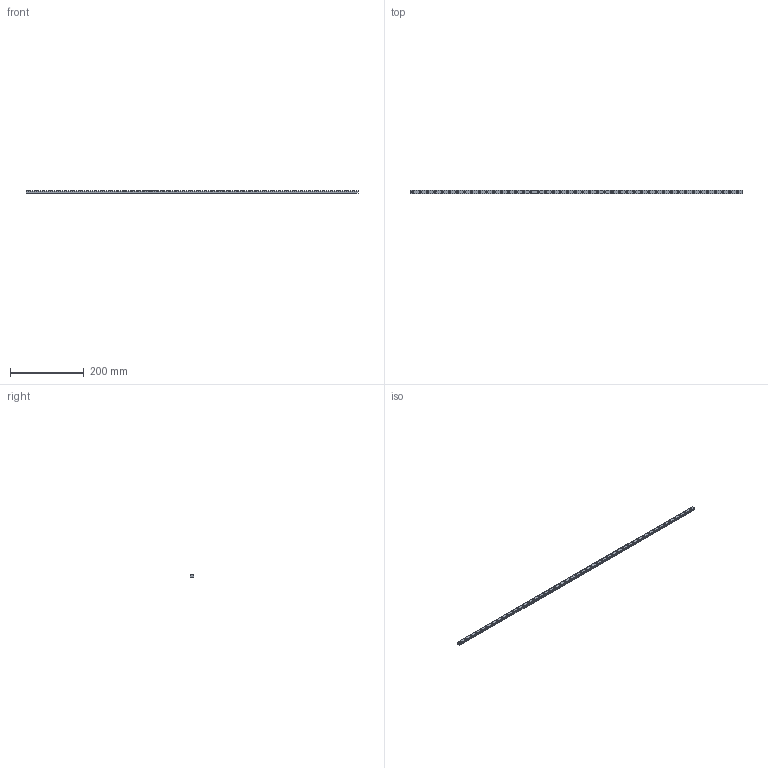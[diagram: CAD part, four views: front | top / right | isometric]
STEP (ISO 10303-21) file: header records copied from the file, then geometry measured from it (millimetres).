
FILE_DESCRIPTION(('starvars output'),'2;1');
FILE_NAME('cv20211031075300000000837.stp','07:53:00 2021/10/31',( 'Thomas Industrial Network Germany GmbH'),( 'Thomas Industrial Network Germany GmbH'),'unknown preprocess','ACIS' ,'unknown authorization');
FILE_SCHEMA(('AUTOMOTIVE_DESIGN_CC2 {UNKNOWN IMPLEMENTATION LEVEL}'));
Length unit declared in the file: millimetre
Products named in the file (1): PRODUCT_ID_1
Bounding box: 900 x 9 x 6.5 mm (x, y, z)
Volume: 43968 mm3; surface area: 33511.4 mm2
Topology: 1 solids, 1 shells, 261 faces, 777 edges, 518 vertices
Faces by surface type: cylinder 197, plane 64
Entity records: 10641 total; most frequent: CARTESIAN_POINT 2186, ORIENTED_EDGE 1554, DIRECTION 1063, EDGE_CURVE 777, VERTEX_POINT 518, AXIS2_PLACEMENT_3D 385, EDGE_LOOP 351, FACE_BOUND 351
